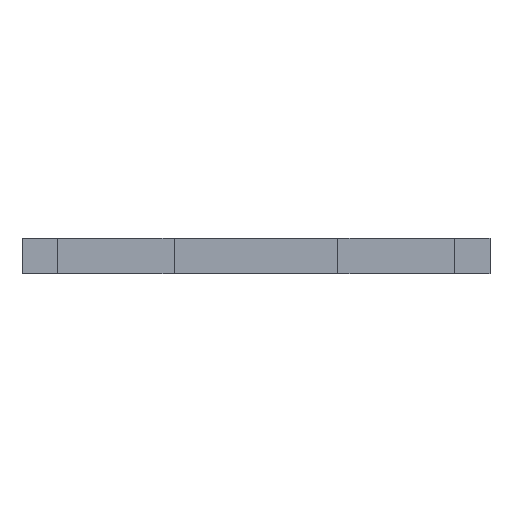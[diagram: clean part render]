
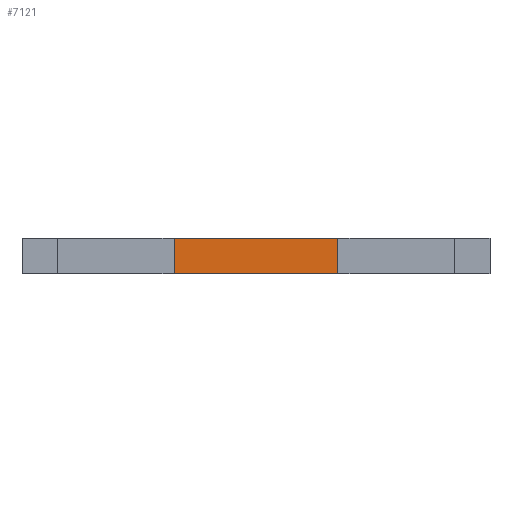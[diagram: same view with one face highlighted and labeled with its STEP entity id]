
A CAD part, front view. The second image highlights one B-rep face of the part: STEP entity #7121.
In plain terms, the highlighted planar face has unit normal (0, -1, 0).
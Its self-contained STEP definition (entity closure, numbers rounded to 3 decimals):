
#44 = PLANE('',#45);
#45 = AXIS2_PLACEMENT_3D('',#46,#47,#48);
#46 = CARTESIAN_POINT('',(20.081,197.,0.));
#47 = DIRECTION('',(0.,0.,1.));
#48 = DIRECTION('',(1.,0.,0.));
#100 = PLANE('',#101);
#101 = AXIS2_PLACEMENT_3D('',#102,#103,#104);
#102 = CARTESIAN_POINT('',(20.081,197.,3.));
#103 = DIRECTION('',(0.,0.,1.));
#104 = DIRECTION('',(1.,0.,0.));
#222 = VERTEX_POINT('',#223);
#223 = CARTESIAN_POINT('',(13.,0.,0.));
#237 = PLANE('',#238);
#238 = AXIS2_PLACEMENT_3D('',#239,#240,#241);
#239 = CARTESIAN_POINT('',(13.,-3.,0.));
#240 = DIRECTION('',(-1.,0.,0.));
#241 = DIRECTION('',(0.,1.,0.));
#249 = EDGE_CURVE('',#222,#250,#252,.T.);
#250 = VERTEX_POINT('',#251);
#251 = CARTESIAN_POINT('',(27.,0.,0.));
#252 = SURFACE_CURVE('',#253,(#257,#264),.PCURVE_S1.);
#253 = LINE('',#254,#255);
#254 = CARTESIAN_POINT('',(13.,0.,0.));
#255 = VECTOR('',#256,1.);
#256 = DIRECTION('',(1.,0.,0.));
#257 = PCURVE('',#44,#258);
#258 = DEFINITIONAL_REPRESENTATION('',(#259),#263);
#259 = LINE('',#260,#261);
#260 = CARTESIAN_POINT('',(-7.081,-197.));
#261 = VECTOR('',#262,1.);
#262 = DIRECTION('',(1.,0.));
#263 = ( GEOMETRIC_REPRESENTATION_CONTEXT(2) 
PARAMETRIC_REPRESENTATION_CONTEXT() REPRESENTATION_CONTEXT('2D SPACE',''
  ) );
#264 = PCURVE('',#265,#270);
#265 = PLANE('',#266);
#266 = AXIS2_PLACEMENT_3D('',#267,#268,#269);
#267 = CARTESIAN_POINT('',(13.,0.,0.));
#268 = DIRECTION('',(0.,1.,0.));
#269 = DIRECTION('',(1.,0.,0.));
#270 = DEFINITIONAL_REPRESENTATION('',(#271),#275);
#271 = LINE('',#272,#273);
#272 = CARTESIAN_POINT('',(0.,0.));
#273 = VECTOR('',#274,1.);
#274 = DIRECTION('',(1.,0.));
#275 = ( GEOMETRIC_REPRESENTATION_CONTEXT(2) 
PARAMETRIC_REPRESENTATION_CONTEXT() REPRESENTATION_CONTEXT('2D SPACE',''
  ) );
#293 = PLANE('',#294);
#294 = AXIS2_PLACEMENT_3D('',#295,#296,#297);
#295 = CARTESIAN_POINT('',(27.,0.,0.));
#296 = DIRECTION('',(1.,0.,0.));
#297 = DIRECTION('',(0.,-1.,0.));
#2801 = VERTEX_POINT('',#2802);
#2802 = CARTESIAN_POINT('',(13.,0.,3.));
#2823 = EDGE_CURVE('',#2801,#2824,#2826,.T.);
#2824 = VERTEX_POINT('',#2825);
#2825 = CARTESIAN_POINT('',(27.,0.,3.));
#2826 = SURFACE_CURVE('',#2827,(#2831,#2838),.PCURVE_S1.);
#2827 = LINE('',#2828,#2829);
#2828 = CARTESIAN_POINT('',(13.,0.,3.));
#2829 = VECTOR('',#2830,1.);
#2830 = DIRECTION('',(1.,0.,0.));
#2831 = PCURVE('',#100,#2832);
#2832 = DEFINITIONAL_REPRESENTATION('',(#2833),#2837);
#2833 = LINE('',#2834,#2835);
#2834 = CARTESIAN_POINT('',(-7.081,-197.));
#2835 = VECTOR('',#2836,1.);
#2836 = DIRECTION('',(1.,0.));
#2837 = ( GEOMETRIC_REPRESENTATION_CONTEXT(2) 
PARAMETRIC_REPRESENTATION_CONTEXT() REPRESENTATION_CONTEXT('2D SPACE',''
  ) );
#2838 = PCURVE('',#265,#2839);
#2839 = DEFINITIONAL_REPRESENTATION('',(#2840),#2844);
#2840 = LINE('',#2841,#2842);
#2841 = CARTESIAN_POINT('',(0.,-3.));
#2842 = VECTOR('',#2843,1.);
#2843 = DIRECTION('',(1.,0.));
#2844 = ( GEOMETRIC_REPRESENTATION_CONTEXT(2) 
PARAMETRIC_REPRESENTATION_CONTEXT() REPRESENTATION_CONTEXT('2D SPACE',''
  ) );
#7098 = EDGE_CURVE('',#250,#2824,#7099,.T.);
#7099 = SURFACE_CURVE('',#7100,(#7104,#7111),.PCURVE_S1.);
#7100 = LINE('',#7101,#7102);
#7101 = CARTESIAN_POINT('',(27.,0.,0.));
#7102 = VECTOR('',#7103,1.);
#7103 = DIRECTION('',(0.,0.,1.));
#7104 = PCURVE('',#293,#7105);
#7105 = DEFINITIONAL_REPRESENTATION('',(#7106),#7110);
#7106 = LINE('',#7107,#7108);
#7107 = CARTESIAN_POINT('',(0.,0.));
#7108 = VECTOR('',#7109,1.);
#7109 = DIRECTION('',(0.,-1.));
#7110 = ( GEOMETRIC_REPRESENTATION_CONTEXT(2) 
PARAMETRIC_REPRESENTATION_CONTEXT() REPRESENTATION_CONTEXT('2D SPACE',''
  ) );
#7111 = PCURVE('',#265,#7112);
#7112 = DEFINITIONAL_REPRESENTATION('',(#7113),#7117);
#7113 = LINE('',#7114,#7115);
#7114 = CARTESIAN_POINT('',(14.,0.));
#7115 = VECTOR('',#7116,1.);
#7116 = DIRECTION('',(0.,-1.));
#7117 = ( GEOMETRIC_REPRESENTATION_CONTEXT(2) 
PARAMETRIC_REPRESENTATION_CONTEXT() REPRESENTATION_CONTEXT('2D SPACE',''
  ) );
#7121 = ADVANCED_FACE('',(#7122),#265,.F.);
#7122 = FACE_BOUND('',#7123,.F.);
#7123 = EDGE_LOOP('',(#7124,#7145,#7146,#7147));
#7124 = ORIENTED_EDGE('',*,*,#7125,.T.);
#7125 = EDGE_CURVE('',#222,#2801,#7126,.T.);
#7126 = SURFACE_CURVE('',#7127,(#7131,#7138),.PCURVE_S1.);
#7127 = LINE('',#7128,#7129);
#7128 = CARTESIAN_POINT('',(13.,0.,0.));
#7129 = VECTOR('',#7130,1.);
#7130 = DIRECTION('',(0.,0.,1.));
#7131 = PCURVE('',#265,#7132);
#7132 = DEFINITIONAL_REPRESENTATION('',(#7133),#7137);
#7133 = LINE('',#7134,#7135);
#7134 = CARTESIAN_POINT('',(0.,0.));
#7135 = VECTOR('',#7136,1.);
#7136 = DIRECTION('',(0.,-1.));
#7137 = ( GEOMETRIC_REPRESENTATION_CONTEXT(2) 
PARAMETRIC_REPRESENTATION_CONTEXT() REPRESENTATION_CONTEXT('2D SPACE',''
  ) );
#7138 = PCURVE('',#237,#7139);
#7139 = DEFINITIONAL_REPRESENTATION('',(#7140),#7144);
#7140 = LINE('',#7141,#7142);
#7141 = CARTESIAN_POINT('',(3.,0.));
#7142 = VECTOR('',#7143,1.);
#7143 = DIRECTION('',(0.,-1.));
#7144 = ( GEOMETRIC_REPRESENTATION_CONTEXT(2) 
PARAMETRIC_REPRESENTATION_CONTEXT() REPRESENTATION_CONTEXT('2D SPACE',''
  ) );
#7145 = ORIENTED_EDGE('',*,*,#2823,.T.);
#7146 = ORIENTED_EDGE('',*,*,#7098,.F.);
#7147 = ORIENTED_EDGE('',*,*,#249,.F.);
